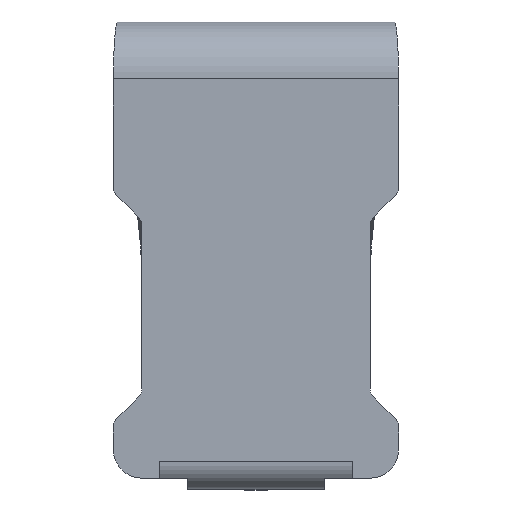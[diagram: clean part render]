
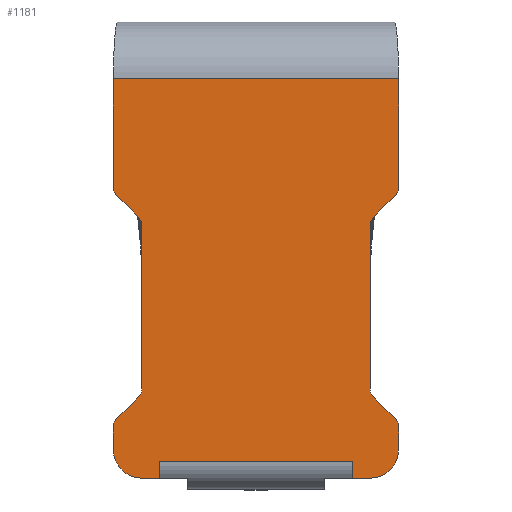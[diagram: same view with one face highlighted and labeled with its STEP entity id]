
A CAD part, top view. The second image highlights one B-rep face of the part: STEP entity #1181.
In plain terms, the highlighted planar face has unit normal (0, 0, 1).
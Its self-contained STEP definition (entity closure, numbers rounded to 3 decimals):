
#6=DIRECTION('',(1.,0.,0.));
#7=VECTOR('',#6,0.149);
#8=CARTESIAN_POINT('',(-0.999,0.,0.));
#9=LINE('',#8,#7);
#38=DIRECTION('',(1.,0.,0.));
#39=VECTOR('',#38,0.149);
#40=CARTESIAN_POINT('',(0.85,0.,0.));
#41=LINE('',#40,#39);
#203=CARTESIAN_POINT('',(-1.25,0.25,0.));
#204=CARTESIAN_POINT('',(-1.25,0.229,0.));
#205=CARTESIAN_POINT('',(-1.245,0.192,0.));
#206=CARTESIAN_POINT('',(-1.223,0.13,0.));
#207=CARTESIAN_POINT('',(-1.18,0.07,0.));
#208=CARTESIAN_POINT('',(-1.119,0.026,0.));
#209=CARTESIAN_POINT('',(-1.057,0.005,0.));
#210=CARTESIAN_POINT('',(-1.02,0.,0.));
#211=CARTESIAN_POINT('',(-0.999,0.,0.));
#213=DIRECTION('',(0.,1.,0.));
#214=VECTOR('',#213,0.2);
#215=CARTESIAN_POINT('',(-1.25,0.25,0.));
#216=LINE('',#215,#214);
#217=CARTESIAN_POINT('',(-1.15,0.45,0.));
#218=DIRECTION('',(0.,0.,1.));
#219=DIRECTION('',(-0.707,0.707,0.));
#220=AXIS2_PLACEMENT_3D('',#217,#218,#219);
#222=DIRECTION('',(0.707,0.707,0.));
#223=VECTOR('',#222,0.271);
#224=CARTESIAN_POINT('',(-1.221,0.521,0.));
#225=LINE('',#224,#223);
#226=CARTESIAN_POINT('',(-1.1,0.783,0.));
#227=DIRECTION('',(0.,0.,1.));
#228=DIRECTION('',(0.707,-0.707,0.));
#229=AXIS2_PLACEMENT_3D('',#226,#227,#228);
#231=DIRECTION('',(0.,1.,0.));
#232=VECTOR('',#231,1.434);
#233=CARTESIAN_POINT('',(-1.,0.783,0.));
#234=LINE('',#233,#232);
#235=CARTESIAN_POINT('',(-1.1,2.217,0.));
#236=DIRECTION('',(0.,0.,1.));
#237=DIRECTION('',(1.,0.,0.));
#238=AXIS2_PLACEMENT_3D('',#235,#236,#237);
#240=DIRECTION('',(-0.707,0.707,0.));
#241=VECTOR('',#240,0.271);
#242=CARTESIAN_POINT('',(-1.029,2.288,0.));
#243=LINE('',#242,#241);
#244=CARTESIAN_POINT('',(-1.15,2.55,0.));
#245=DIRECTION('',(0.,0.,1.));
#246=DIRECTION('',(-1.,0.,0.));
#247=AXIS2_PLACEMENT_3D('',#244,#245,#246);
#249=DIRECTION('',(0.,1.,0.));
#250=VECTOR('',#249,0.95);
#251=CARTESIAN_POINT('',(-1.25,2.55,0.));
#252=LINE('',#251,#250);
#253=DIRECTION('',(1.,0.,0.));
#254=VECTOR('',#253,2.5);
#255=CARTESIAN_POINT('',(-1.25,3.5,0.));
#256=LINE('',#255,#254);
#257=DIRECTION('',(0.,1.,0.));
#258=VECTOR('',#257,0.95);
#259=CARTESIAN_POINT('',(1.25,2.55,0.));
#260=LINE('',#259,#258);
#261=CARTESIAN_POINT('',(1.15,2.55,0.));
#262=DIRECTION('',(0.,0.,1.));
#263=DIRECTION('',(0.707,-0.707,0.));
#264=AXIS2_PLACEMENT_3D('',#261,#262,#263);
#266=DIRECTION('',(-0.707,-0.707,0.));
#267=VECTOR('',#266,0.271);
#268=CARTESIAN_POINT('',(1.221,2.479,0.));
#269=LINE('',#268,#267);
#270=CARTESIAN_POINT('',(1.1,2.217,0.));
#271=DIRECTION('',(0.,0.,1.));
#272=DIRECTION('',(-0.707,0.707,0.));
#273=AXIS2_PLACEMENT_3D('',#270,#271,#272);
#275=DIRECTION('',(0.,-1.,0.));
#276=VECTOR('',#275,1.434);
#277=CARTESIAN_POINT('',(1.,2.217,0.));
#278=LINE('',#277,#276);
#279=CARTESIAN_POINT('',(1.1,0.783,0.));
#280=DIRECTION('',(0.,0.,1.));
#281=DIRECTION('',(-1.,0.,0.));
#282=AXIS2_PLACEMENT_3D('',#279,#280,#281);
#284=DIRECTION('',(0.707,-0.707,0.));
#285=VECTOR('',#284,0.271);
#286=CARTESIAN_POINT('',(1.029,0.712,0.));
#287=LINE('',#286,#285);
#288=CARTESIAN_POINT('',(1.15,0.45,0.));
#289=DIRECTION('',(0.,0.,1.));
#290=DIRECTION('',(1.,0.,0.));
#291=AXIS2_PLACEMENT_3D('',#288,#289,#290);
#293=DIRECTION('',(0.,1.,0.));
#294=VECTOR('',#293,0.2);
#295=CARTESIAN_POINT('',(1.25,0.25,0.));
#296=LINE('',#295,#294);
#297=CARTESIAN_POINT('',(0.999,0.,0.));
#298=CARTESIAN_POINT('',(1.02,0.,0.));
#299=CARTESIAN_POINT('',(1.057,0.005,0.));
#300=CARTESIAN_POINT('',(1.119,0.026,0.));
#301=CARTESIAN_POINT('',(1.18,0.07,0.));
#302=CARTESIAN_POINT('',(1.223,0.13,0.));
#303=CARTESIAN_POINT('',(1.245,0.192,0.));
#304=CARTESIAN_POINT('',(1.25,0.229,0.));
#305=CARTESIAN_POINT('',(1.25,0.25,0.));
#307=DIRECTION('',(0.,1.,0.));
#308=VECTOR('',#307,0.15);
#309=CARTESIAN_POINT('',(0.85,0.,0.));
#310=LINE('',#309,#308);
#311=DIRECTION('',(1.,0.,0.));
#312=VECTOR('',#311,1.7);
#313=CARTESIAN_POINT('',(-0.85,0.15,0.));
#314=LINE('',#313,#312);
#315=DIRECTION('',(0.,1.,0.));
#316=VECTOR('',#315,0.15);
#317=CARTESIAN_POINT('',(-0.85,0.,0.));
#318=LINE('',#317,#316);
#489=CARTESIAN_POINT('',(-1.25,3.5,0.));
#509=CARTESIAN_POINT('',(1.25,3.5,0.));
#766=VERTEX_POINT('',#489);
#767=VERTEX_POINT('',#509);
#788=CARTESIAN_POINT('',(0.85,0.,0.));
#790=VERTEX_POINT('',#788);
#792=CARTESIAN_POINT('',(-0.85,0.,0.));
#794=VERTEX_POINT('',#792);
#796=CARTESIAN_POINT('',(0.85,0.15,0.));
#797=VERTEX_POINT('',#796);
#798=CARTESIAN_POINT('',(-0.85,0.15,0.));
#799=VERTEX_POINT('',#798);
#836=CARTESIAN_POINT('',(-1.221,0.521,0.));
#837=CARTESIAN_POINT('',(-1.25,0.45,0.));
#838=VERTEX_POINT('',#836);
#839=VERTEX_POINT('',#837);
#840=CARTESIAN_POINT('',(-1.029,0.712,0.));
#841=VERTEX_POINT('',#840);
#842=CARTESIAN_POINT('',(-1.,0.783,0.));
#843=VERTEX_POINT('',#842);
#844=CARTESIAN_POINT('',(-1.,2.217,0.));
#845=VERTEX_POINT('',#844);
#846=CARTESIAN_POINT('',(-1.029,2.288,0.));
#847=VERTEX_POINT('',#846);
#848=CARTESIAN_POINT('',(-1.221,2.479,0.));
#849=VERTEX_POINT('',#848);
#850=CARTESIAN_POINT('',(-1.25,2.55,0.));
#851=VERTEX_POINT('',#850);
#852=CARTESIAN_POINT('',(1.221,2.479,0.));
#853=CARTESIAN_POINT('',(1.25,2.55,0.));
#854=VERTEX_POINT('',#852);
#855=VERTEX_POINT('',#853);
#856=CARTESIAN_POINT('',(1.029,2.288,0.));
#857=VERTEX_POINT('',#856);
#858=CARTESIAN_POINT('',(1.,2.217,0.));
#859=VERTEX_POINT('',#858);
#860=CARTESIAN_POINT('',(1.,0.783,0.));
#861=VERTEX_POINT('',#860);
#862=CARTESIAN_POINT('',(1.029,0.712,0.));
#863=VERTEX_POINT('',#862);
#864=CARTESIAN_POINT('',(1.221,0.521,0.));
#865=VERTEX_POINT('',#864);
#866=CARTESIAN_POINT('',(1.25,0.45,0.));
#867=VERTEX_POINT('',#866);
#870=CARTESIAN_POINT('',(-1.25,0.25,0.));
#871=VERTEX_POINT('',#870);
#872=VERTEX_POINT('',#211);
#873=VERTEX_POINT('',#297);
#874=VERTEX_POINT('',#305);
#1127=CARTESIAN_POINT('',(-1.25,3.5,0.));
#1128=DIRECTION('',(0.,0.,1.));
#1129=DIRECTION('',(0.,-1.,0.));
#1130=AXIS2_PLACEMENT_3D('',#1127,#1128,#1129);
#1131=PLANE('',#1130);
#1132=ORIENTED_EDGE('',*,*,#979,.F.);
#1134=ORIENTED_EDGE('',*,*,#1133,.T.);
#1136=ORIENTED_EDGE('',*,*,#1135,.F.);
#1138=ORIENTED_EDGE('',*,*,#1137,.T.);
#1140=ORIENTED_EDGE('',*,*,#1139,.T.);
#1142=ORIENTED_EDGE('',*,*,#1141,.T.);
#1144=ORIENTED_EDGE('',*,*,#1143,.T.);
#1146=ORIENTED_EDGE('',*,*,#1145,.T.);
#1148=ORIENTED_EDGE('',*,*,#1147,.F.);
#1150=ORIENTED_EDGE('',*,*,#1149,.T.);
#1152=ORIENTED_EDGE('',*,*,#1151,.T.);
#1154=ORIENTED_EDGE('',*,*,#1153,.F.);
#1156=ORIENTED_EDGE('',*,*,#1155,.F.);
#1158=ORIENTED_EDGE('',*,*,#1157,.T.);
#1160=ORIENTED_EDGE('',*,*,#1159,.T.);
#1162=ORIENTED_EDGE('',*,*,#1161,.T.);
#1164=ORIENTED_EDGE('',*,*,#1163,.T.);
#1166=ORIENTED_EDGE('',*,*,#1165,.T.);
#1168=ORIENTED_EDGE('',*,*,#1167,.F.);
#1170=ORIENTED_EDGE('',*,*,#1169,.F.);
#1172=ORIENTED_EDGE('',*,*,#1171,.F.);
#1173=ORIENTED_EDGE('',*,*,#965,.F.);
#1175=ORIENTED_EDGE('',*,*,#1174,.T.);
#1176=ORIENTED_EDGE('',*,*,#1104,.F.);
#1177=ORIENTED_EDGE('',*,*,#1121,.F.);
#1178=ORIENTED_EDGE('',*,*,#937,.F.);
#1179=EDGE_LOOP('',(#1132,#1134,#1136,#1138,#1140,#1142,#1144,#1146,#1148,#1150,
#1152,#1154,#1156,#1158,#1160,#1162,#1164,#1166,#1168,#1170,#1172,#1173,#1175,
#1176,#1177,#1178));
#1180=FACE_OUTER_BOUND('',#1179,.F.);
#212=B_SPLINE_CURVE_WITH_KNOTS('',3,(#203,#204,#205,#206,#207,#208,#209,#210,
#211),.UNSPECIFIED.,.F.,.F.,(4,1,1,1,1,1,4),(0.,0.125,0.25,0.5,0.75,
0.875,1.),.UNSPECIFIED.);
#221=CIRCLE('',#220,0.1);
#230=CIRCLE('',#229,0.1);
#239=CIRCLE('',#238,0.1);
#248=CIRCLE('',#247,0.1);
#265=CIRCLE('',#264,0.1);
#274=CIRCLE('',#273,0.1);
#283=CIRCLE('',#282,0.1);
#292=CIRCLE('',#291,0.1);
#306=B_SPLINE_CURVE_WITH_KNOTS('',3,(#297,#298,#299,#300,#301,#302,#303,#304,
#305),.UNSPECIFIED.,.F.,.F.,(4,1,1,1,1,1,4),(0.,0.125,0.25,0.5,0.75,
0.875,1.),.UNSPECIFIED.);
#937=EDGE_CURVE('',#872,#794,#9,.T.);
#965=EDGE_CURVE('',#790,#873,#41,.T.);
#979=EDGE_CURVE('',#871,#872,#212,.T.);
#1104=EDGE_CURVE('',#799,#797,#314,.T.);
#1121=EDGE_CURVE('',#794,#799,#318,.T.);
#1133=EDGE_CURVE('',#871,#839,#216,.T.);
#1135=EDGE_CURVE('',#838,#839,#221,.T.);
#1137=EDGE_CURVE('',#838,#841,#225,.T.);
#1139=EDGE_CURVE('',#841,#843,#230,.T.);
#1141=EDGE_CURVE('',#843,#845,#234,.T.);
#1143=EDGE_CURVE('',#845,#847,#239,.T.);
#1145=EDGE_CURVE('',#847,#849,#243,.T.);
#1147=EDGE_CURVE('',#851,#849,#248,.T.);
#1149=EDGE_CURVE('',#851,#766,#252,.T.);
#1151=EDGE_CURVE('',#766,#767,#256,.T.);
#1153=EDGE_CURVE('',#855,#767,#260,.T.);
#1155=EDGE_CURVE('',#854,#855,#265,.T.);
#1157=EDGE_CURVE('',#854,#857,#269,.T.);
#1159=EDGE_CURVE('',#857,#859,#274,.T.);
#1161=EDGE_CURVE('',#859,#861,#278,.T.);
#1163=EDGE_CURVE('',#861,#863,#283,.T.);
#1165=EDGE_CURVE('',#863,#865,#287,.T.);
#1167=EDGE_CURVE('',#867,#865,#292,.T.);
#1169=EDGE_CURVE('',#874,#867,#296,.T.);
#1171=EDGE_CURVE('',#873,#874,#306,.T.);
#1174=EDGE_CURVE('',#790,#797,#310,.T.);
#1181=ADVANCED_FACE('',(#1180),#1131,.T.);
